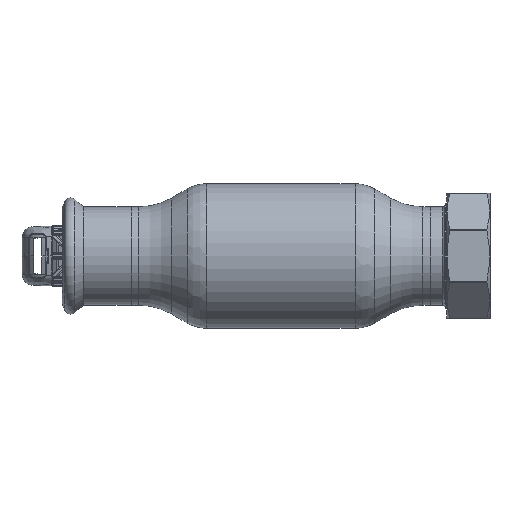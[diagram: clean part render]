
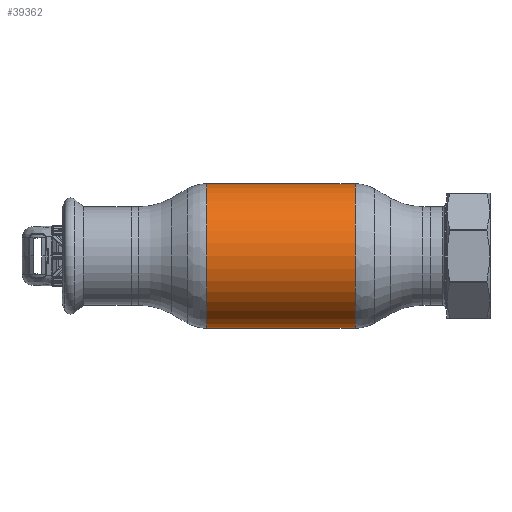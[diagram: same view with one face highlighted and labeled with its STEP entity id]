
A CAD part, front view. The second image highlights one B-rep face of the part: STEP entity #39362.
In plain terms, the highlighted cylindrical face has radius 33.34 mm (diameter 66.68 mm), a partial arc.
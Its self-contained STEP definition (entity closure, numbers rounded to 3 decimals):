
#730 = LINE ( 'NONE', #34693, #67761 ) ;
#2025 = ORIENTED_EDGE ( 'NONE', *, *, #30625, .T. ) ;
#6652 = DIRECTION ( 'NONE',  ( -1., 0., 0. ) ) ;
#8644 = VECTOR ( 'NONE', #13245, 1000. ) ;
#8648 = CARTESIAN_POINT ( 'NONE',  ( -62.69, 0., 33.34 ) ) ;
#12131 = DIRECTION ( 'NONE',  ( 0., 0., 1. ) ) ;
#13245 = DIRECTION ( 'NONE',  ( -1., 0., 0. ) ) ;
#16142 = CYLINDRICAL_SURFACE ( 'NONE', #48256, 33.34 ) ;
#16800 = EDGE_LOOP ( 'NONE', ( #30990, #2025, #33958, #51721 ) ) ;
#16894 = VERTEX_POINT ( 'NONE', #52150 ) ;
#17010 = VERTEX_POINT ( 'NONE', #52373 ) ;
#20948 = LINE ( 'NONE', #8648, #8644 ) ;
#22997 = DIRECTION ( 'NONE',  ( -1., 0., 0. ) ) ;
#23455 = CARTESIAN_POINT ( 'NONE',  ( -34.177, 0., 0. ) ) ;
#26955 = CARTESIAN_POINT ( 'NONE',  ( 34.177, 0., 0. ) ) ;
#30073 = CARTESIAN_POINT ( 'NONE',  ( -34.177, 0., 33.34 ) ) ;
#30625 = EDGE_CURVE ( 'NONE', #17010, #60648, #35812, .T. ) ;
#30990 = ORIENTED_EDGE ( 'NONE', *, *, #59985, .F. ) ;
#33958 = ORIENTED_EDGE ( 'NONE', *, *, #64998, .T. ) ;
#34693 = CARTESIAN_POINT ( 'NONE',  ( -62.69, 0., -33.34 ) ) ;
#35128 = DIRECTION ( 'NONE',  ( -1., 0., 0. ) ) ;
#35812 = CIRCLE ( 'NONE', #64868, 33.34 ) ;
#39362 = ADVANCED_FACE ( 'NONE', ( #43955 ), #16142, .T. ) ;
#42169 = AXIS2_PLACEMENT_3D ( 'NONE', #23455, #22997, #65304 ) ;
#43287 = VERTEX_POINT ( 'NONE', #30073 ) ;
#43955 = FACE_OUTER_BOUND ( 'NONE', #16800, .T. ) ;
#45576 = CARTESIAN_POINT ( 'NONE',  ( 34.177, 0., 33.34 ) ) ;
#47783 = DIRECTION ( 'NONE',  ( 0., 0., 1. ) ) ;
#48256 = AXIS2_PLACEMENT_3D ( 'NONE', #48492, #6652, #12131 ) ;
#48492 = CARTESIAN_POINT ( 'NONE',  ( -62.69, 0., 0. ) ) ;
#49085 = CIRCLE ( 'NONE', #42169, 33.34 ) ;
#51721 = ORIENTED_EDGE ( 'NONE', *, *, #53777, .F. ) ;
#52150 = CARTESIAN_POINT ( 'NONE',  ( -34.177, 0., -33.34 ) ) ;
#52373 = CARTESIAN_POINT ( 'NONE',  ( 34.177, 0., -33.34 ) ) ;
#53777 = EDGE_CURVE ( 'NONE', #16894, #43287, #49085, .T. ) ;
#59985 = EDGE_CURVE ( 'NONE', #17010, #16894, #730, .T. ) ;
#60648 = VERTEX_POINT ( 'NONE', #45576 ) ;
#63760 = DIRECTION ( 'NONE',  ( -1., 0., 0. ) ) ;
#64868 = AXIS2_PLACEMENT_3D ( 'NONE', #26955, #63760, #47783 ) ;
#64998 = EDGE_CURVE ( 'NONE', #60648, #43287, #20948, .T. ) ;
#65304 = DIRECTION ( 'NONE',  ( 0., 0., 1. ) ) ;
#67761 = VECTOR ( 'NONE', #35128, 1000. ) ;
